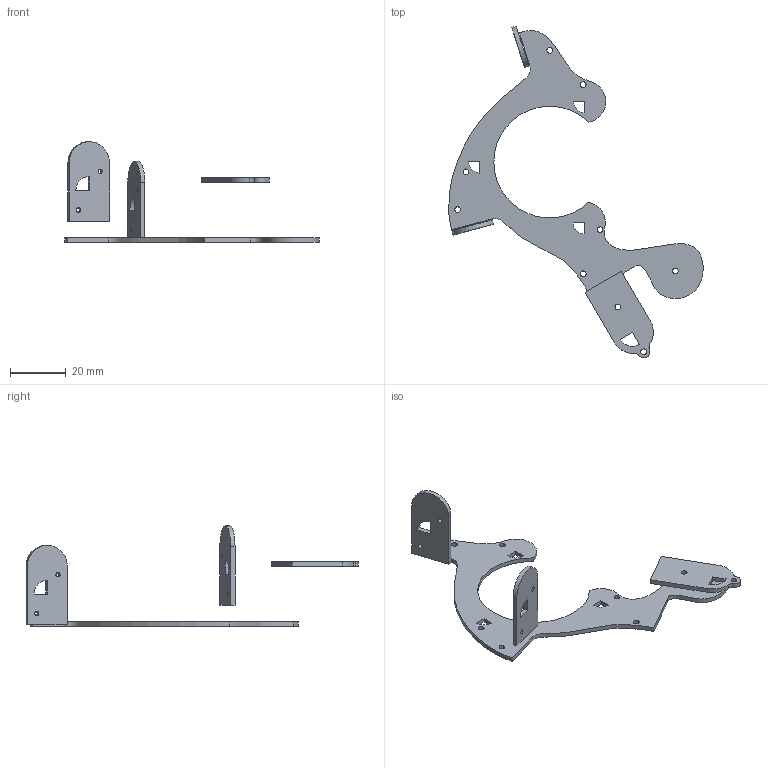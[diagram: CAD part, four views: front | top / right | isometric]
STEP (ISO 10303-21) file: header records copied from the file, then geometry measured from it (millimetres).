
FILE_DESCRIPTION (( 'STEP AP214' ), '1' );
FILE_NAME ('Cupola-Cable-Boards-Assembly.STEP', '2018-05-31T21:25:01', ( '' ), ( '' ), 'SwSTEP 2.0', 'SolidWorks 2013', '' );
FILE_SCHEMA (( 'AUTOMOTIVE_DESIGN' ));
Length unit declared in the file: millimetre
Products named in the file (1): Cupola-Cable-Boards-Assembly
Bounding box: 91.02 x 118.85 x 36 mm (x, y, z)
Volume: 5389.6 mm3; surface area: 8071.4 mm2
Topology: 4 solids, 4 shells, 81 faces, 219 edges, 146 vertices
Faces by surface type: cylinder 44, plane 33, bspline 4
Entity records: 2790 total; most frequent: CARTESIAN_POINT 547, DIRECTION 455, ORIENTED_EDGE 438, EDGE_CURVE 219, AXIS2_PLACEMENT_3D 166, VERTEX_POINT 146, VECTOR 123, LINE 123
